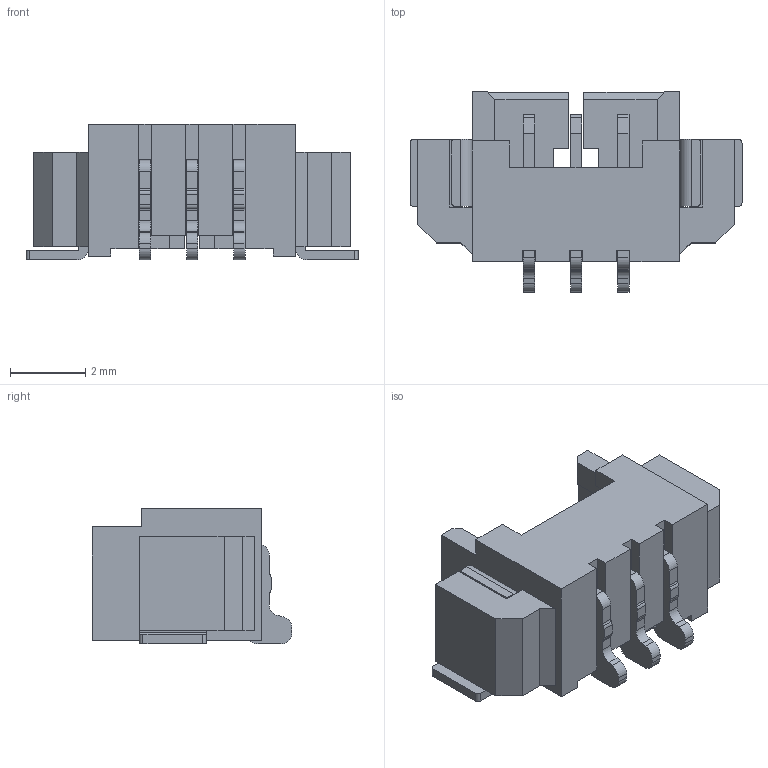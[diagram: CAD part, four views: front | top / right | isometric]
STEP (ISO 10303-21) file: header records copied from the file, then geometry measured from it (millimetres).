
FILE_DESCRIPTION (( 'STEP AP214' ), '1' );
FILE_NAME ('FWF12504-S03B24W5M-REF.STEP', '2025-01-13T02:50:07', ( '' ), ( '' ), 'SwSTEP 2.0', 'SolidWorks 2021', '' );
FILE_SCHEMA (( 'AUTOMOTIVE_DESIGN' ));
Length unit declared in the file: millimetre
Products named in the file (1): FWF12504-S03B24W5M-REF
Bounding box: 8.8 x 5.3 x 3.6 mm (x, y, z)
Volume: 67 mm3; surface area: 225.1 mm2
Topology: 1 solids, 1 shells, 201 faces, 582 edges, 382 vertices
Faces by surface type: plane 146, cylinder 55
Entity records: 6618 total; most frequent: CARTESIAN_POINT 1190, ORIENTED_EDGE 1164, DIRECTION 1084, EDGE_CURVE 582, LINE 476, VECTOR 476, VERTEX_POINT 382, AXIS2_PLACEMENT_3D 304
